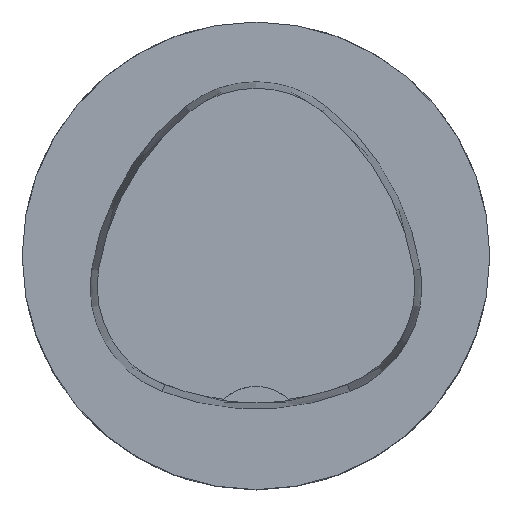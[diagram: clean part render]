
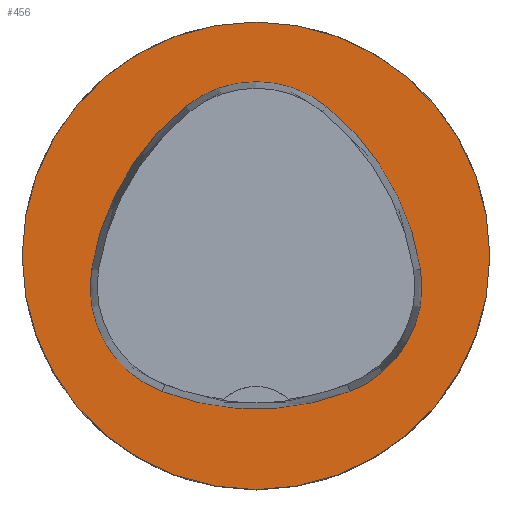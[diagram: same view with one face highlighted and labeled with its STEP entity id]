
A CAD part, top view. The second image highlights one B-rep face of the part: STEP entity #456.
In plain terms, the highlighted planar face has unit normal (0, 0, 1).
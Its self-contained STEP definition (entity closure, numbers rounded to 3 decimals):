
#229=PLANE('',#4728);
#345=FACE_BOUND('',#1007,.T.);
#346=FACE_BOUND('',#1008,.T.);
#456=ADVANCED_FACE('',(#345,#346),#229,.T.);
#1007=EDGE_LOOP('',(#2260,#2261,#2262,#2263,#2264,#2265));
#1008=EDGE_LOOP('',(#2266));
#1279=CIRCLE('',#4700,25.);
#1280=CIRCLE('',#4706,28.);
#1282=CIRCLE('',#4709,12.);
#1284=CIRCLE('',#4712,28.);
#1286=CIRCLE('',#4715,12.);
#1290=CIRCLE('',#4720,28.);
#1292=CIRCLE('',#4723,12.);
#2260=ORIENTED_EDGE('',*,*,#3913,.T.);
#2261=ORIENTED_EDGE('',*,*,#3893,.T.);
#2262=ORIENTED_EDGE('',*,*,#3897,.T.);
#2263=ORIENTED_EDGE('',*,*,#3900,.T.);
#2264=ORIENTED_EDGE('',*,*,#3903,.T.);
#2265=ORIENTED_EDGE('',*,*,#3911,.T.);
#2266=ORIENTED_EDGE('',*,*,#3884,.F.);
#3437=VERTEX_POINT('',#7099);
#3446=VERTEX_POINT('',#7118);
#3447=VERTEX_POINT('',#7119);
#3450=VERTEX_POINT('',#7127);
#3452=VERTEX_POINT('',#7133);
#3454=VERTEX_POINT('',#7139);
#3461=VERTEX_POINT('',#7160);
#3884=EDGE_CURVE('',#3437,#3437,#1279,.T.);
#3893=EDGE_CURVE('',#3446,#3447,#1280,.T.);
#3897=EDGE_CURVE('',#3447,#3450,#1282,.T.);
#3900=EDGE_CURVE('',#3450,#3452,#1284,.T.);
#3903=EDGE_CURVE('',#3452,#3454,#1286,.T.);
#3911=EDGE_CURVE('',#3454,#3461,#1290,.T.);
#3913=EDGE_CURVE('',#3461,#3446,#1292,.T.);
#4700=AXIS2_PLACEMENT_3D('',#7098,#5326,#5327);
#4706=AXIS2_PLACEMENT_3D('',#7117,#5342,#5343);
#4709=AXIS2_PLACEMENT_3D('',#7126,#5350,#5351);
#4712=AXIS2_PLACEMENT_3D('',#7132,#5357,#5358);
#4715=AXIS2_PLACEMENT_3D('',#7138,#5364,#5365);
#4720=AXIS2_PLACEMENT_3D('',#7161,#5376,#5377);
#4723=AXIS2_PLACEMENT_3D('',#7164,#5382,#5383);
#4728=AXIS2_PLACEMENT_3D('',#7169,#5392,#5393);
#5326=DIRECTION('',(0.,0.,-1.));
#5327=DIRECTION('',(-1.,0.,0.));
#5342=DIRECTION('',(0.,0.,-1.));
#5343=DIRECTION('',(-1.,0.,0.));
#5350=DIRECTION('',(0.,0.,-1.));
#5351=DIRECTION('',(-1.,0.,0.));
#5357=DIRECTION('',(0.,0.,-1.));
#5358=DIRECTION('',(-1.,0.,0.));
#5364=DIRECTION('',(0.,0.,-1.));
#5365=DIRECTION('',(-1.,0.,0.));
#5376=DIRECTION('',(0.,0.,-1.));
#5377=DIRECTION('',(-1.,0.,0.));
#5382=DIRECTION('',(0.,0.,-1.));
#5383=DIRECTION('',(-1.,0.,0.));
#5392=DIRECTION('',(0.,0.,1.));
#5393=DIRECTION('',(1.,0.,0.));
#7098=CARTESIAN_POINT('',(0.,0.,0.));
#7099=CARTESIAN_POINT('',(-25.,0.,0.));
#7117=CARTESIAN_POINT('',(10.068,-5.824,0.));
#7118=CARTESIAN_POINT('',(-17.584,-1.424,0.));
#7119=CARTESIAN_POINT('',(-7.531,15.953,0.));
#7126=CARTESIAN_POINT('',(0.011,6.62,0.));
#7127=CARTESIAN_POINT('',(7.567,15.942,0.));
#7132=CARTESIAN_POINT('',(-10.063,-5.81,0.));
#7133=CARTESIAN_POINT('',(17.59,-1.418,0.));
#7138=CARTESIAN_POINT('',(5.739,-3.3,0.));
#7139=CARTESIAN_POINT('',(10.05,-14.499,0.));
#7160=CARTESIAN_POINT('',(-10.025,-14.516,0.));
#7161=CARTESIAN_POINT('',(-0.01,11.631,0.));
#7164=CARTESIAN_POINT('',(-5.733,-3.31,0.));
#7169=CARTESIAN_POINT('',(0.,0.,0.));
